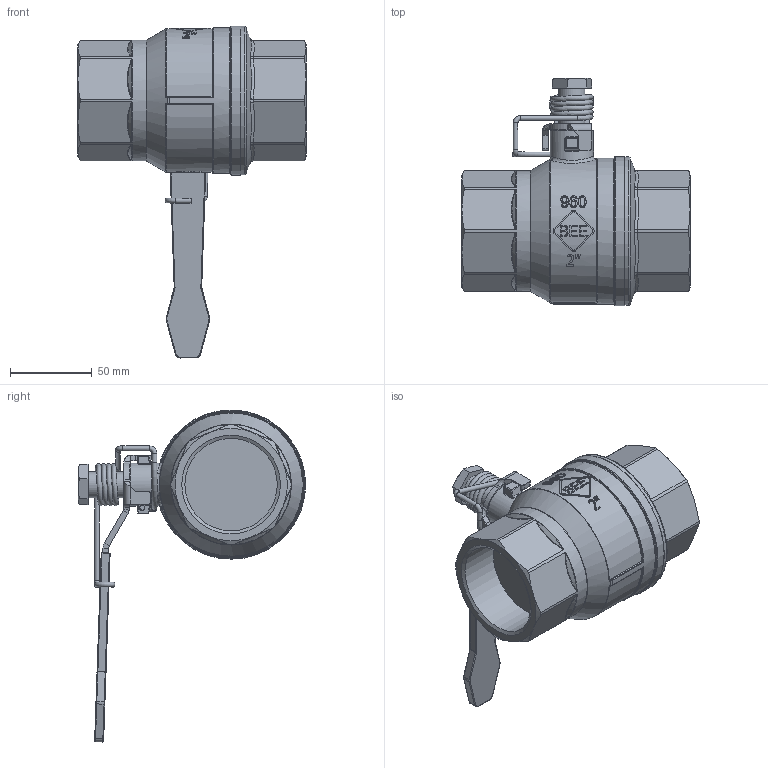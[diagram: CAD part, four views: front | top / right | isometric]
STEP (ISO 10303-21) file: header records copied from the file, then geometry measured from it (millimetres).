
FILE_DESCRIPTION(/* description */ (''),/* implementation_level */ '2;1');
FILE_NAME(/* name */ '960_960F_50.stp',/* time_stamp */ '2021-09-22T16:52:53+02:00',/* author */ ('sga-ext'),/* organization */ (''),/* preprocessor_version */ 'ST-DEVELOPER v18.1',/* originating_system */ 'Autodesk Inventor 2021',/* authorisation */ '');
FILE_SCHEMA (('AUTOMOTIVE_DESIGN { 1 0 10303 214 3 1 1 }'));
Length unit declared in the file: millimetre
Products named in the file (1): ENG-070213
Bounding box: 140 x 139.45 x 203.65 mm (x, y, z)
Volume: 590639.3 mm3; surface area: 73237.4 mm2
Topology: 1 solids, 1 shells, 651 faces, 1696 edges, 1075 vertices
Faces by surface type: plane 236, bspline 197, cylinder 128, torus 44, cone 32, sphere 14
Full cylindrical faces by diameter (mm): 3 x6, 13.98 x1, 14 x1, 16 x1, 26.5 x1, 56.656 x1, 56.66 x1, 74 x1, 89.5 x1, 91 x1, 91.5 x1
Entity records: 28202 total; most frequent: CARTESIAN_POINT 12773, ORIENTED_EDGE 3368, DIRECTION 2559, EDGE_CURVE 1684, VERTEX_POINT 1075, AXIS2_PLACEMENT_3D 926, LINE 707, VECTOR 707
